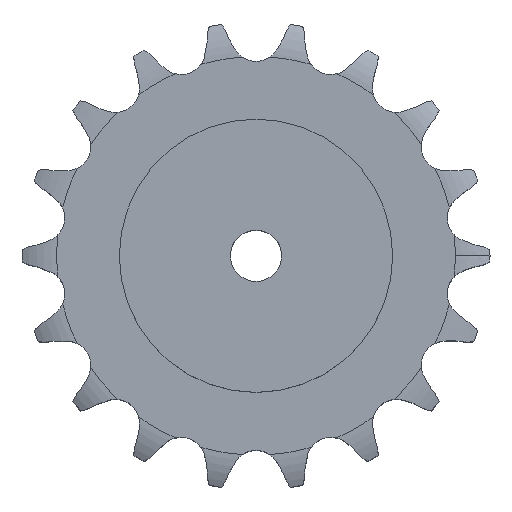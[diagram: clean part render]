
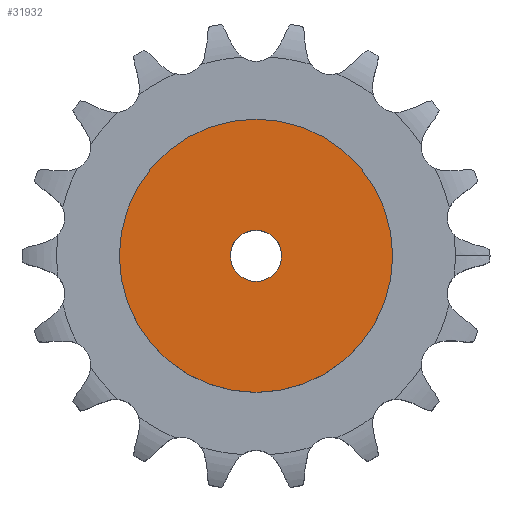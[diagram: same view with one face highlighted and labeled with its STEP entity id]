
A CAD part, top view. The second image highlights one B-rep face of the part: STEP entity #31932.
In plain terms, the highlighted planar face has unit normal (0, 0, 1).
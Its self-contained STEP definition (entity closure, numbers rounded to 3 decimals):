
#17132 = CYLINDRICAL_SURFACE('',#17133,15.);
#17133 = AXIS2_PLACEMENT_3D('',#17134,#17135,#17136);
#17134 = CARTESIAN_POINT('',(0.,0.,440.866));
#17135 = DIRECTION('',(0.,0.,1.));
#17136 = DIRECTION('',(1.,0.,0.));
#21792 = EDGE_CURVE('',#21793,#21793,#21795,.T.);
#21793 = VERTEX_POINT('',#21794);
#21794 = CARTESIAN_POINT('',(15.,0.,120.));
#21795 = SURFACE_CURVE('',#21796,(#21801,#21808),.PCURVE_S1.);
#21796 = CIRCLE('',#21797,15.);
#21797 = AXIS2_PLACEMENT_3D('',#21798,#21799,#21800);
#21798 = CARTESIAN_POINT('',(0.,0.,120.));
#21799 = DIRECTION('',(0.,0.,1.));
#21800 = DIRECTION('',(1.,0.,0.));
#21801 = PCURVE('',#17132,#21802);
#21802 = DEFINITIONAL_REPRESENTATION('',(#21803),#21807);
#21803 = LINE('',#21804,#21805);
#21804 = CARTESIAN_POINT('',(0.,-320.866));
#21805 = VECTOR('',#21806,1.);
#21806 = DIRECTION('',(1.,0.));
#21807 = ( GEOMETRIC_REPRESENTATION_CONTEXT(2) 
PARAMETRIC_REPRESENTATION_CONTEXT() REPRESENTATION_CONTEXT('2D SPACE',''
  ) );
#21808 = PCURVE('',#21809,#21814);
#21809 = PLANE('',#21810);
#21810 = AXIS2_PLACEMENT_3D('',#21811,#21812,#21813);
#21811 = CARTESIAN_POINT('',(0.,0.,120.
    ));
#21812 = DIRECTION('',(0.,0.,1.));
#21813 = DIRECTION('',(1.,0.,0.));
#21814 = DEFINITIONAL_REPRESENTATION('',(#21815),#21819);
#21815 = CIRCLE('',#21816,15.);
#21816 = AXIS2_PLACEMENT_2D('',#21817,#21818);
#21817 = CARTESIAN_POINT('',(0.,0.));
#21818 = DIRECTION('',(1.,0.));
#21819 = ( GEOMETRIC_REPRESENTATION_CONTEXT(2) 
PARAMETRIC_REPRESENTATION_CONTEXT() REPRESENTATION_CONTEXT('2D SPACE',''
  ) );
#31932 = ADVANCED_FACE('',(#31933,#31964),#21809,.T.);
#31933 = FACE_BOUND('',#31934,.T.);
#31934 = EDGE_LOOP('',(#31935));
#31935 = ORIENTED_EDGE('',*,*,#31936,.T.);
#31936 = EDGE_CURVE('',#31937,#31937,#31939,.T.);
#31937 = VERTEX_POINT('',#31938);
#31938 = CARTESIAN_POINT('',(80.,0.,120.));
#31939 = SURFACE_CURVE('',#31940,(#31945,#31952),.PCURVE_S1.);
#31940 = CIRCLE('',#31941,80.);
#31941 = AXIS2_PLACEMENT_3D('',#31942,#31943,#31944);
#31942 = CARTESIAN_POINT('',(0.,0.,120.));
#31943 = DIRECTION('',(0.,0.,1.));
#31944 = DIRECTION('',(1.,0.,0.));
#31945 = PCURVE('',#21809,#31946);
#31946 = DEFINITIONAL_REPRESENTATION('',(#31947),#31951);
#31947 = CIRCLE('',#31948,80.);
#31948 = AXIS2_PLACEMENT_2D('',#31949,#31950);
#31949 = CARTESIAN_POINT('',(0.,0.));
#31950 = DIRECTION('',(1.,0.));
#31951 = ( GEOMETRIC_REPRESENTATION_CONTEXT(2) 
PARAMETRIC_REPRESENTATION_CONTEXT() REPRESENTATION_CONTEXT('2D SPACE',''
  ) );
#31952 = PCURVE('',#31953,#31958);
#31953 = CYLINDRICAL_SURFACE('',#31954,80.);
#31954 = AXIS2_PLACEMENT_3D('',#31955,#31956,#31957);
#31955 = CARTESIAN_POINT('',(0.,0.,0.));
#31956 = DIRECTION('',(-0.,-0.,-1.));
#31957 = DIRECTION('',(1.,0.,0.));
#31958 = DEFINITIONAL_REPRESENTATION('',(#31959),#31963);
#31959 = LINE('',#31960,#31961);
#31960 = CARTESIAN_POINT('',(-0.,-120.));
#31961 = VECTOR('',#31962,1.);
#31962 = DIRECTION('',(-1.,0.));
#31963 = ( GEOMETRIC_REPRESENTATION_CONTEXT(2) 
PARAMETRIC_REPRESENTATION_CONTEXT() REPRESENTATION_CONTEXT('2D SPACE',''
  ) );
#31964 = FACE_BOUND('',#31965,.T.);
#31965 = EDGE_LOOP('',(#31966));
#31966 = ORIENTED_EDGE('',*,*,#21792,.F.);
